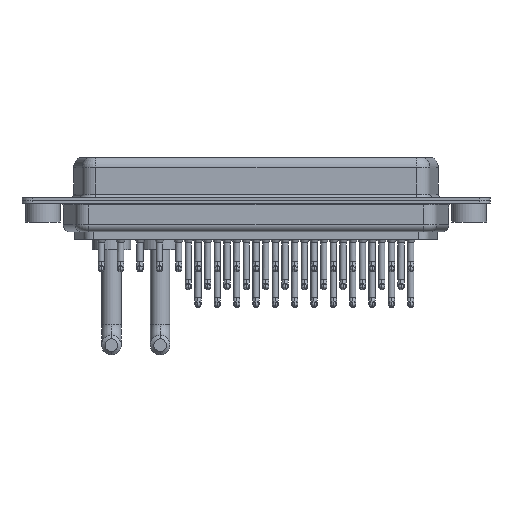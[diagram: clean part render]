
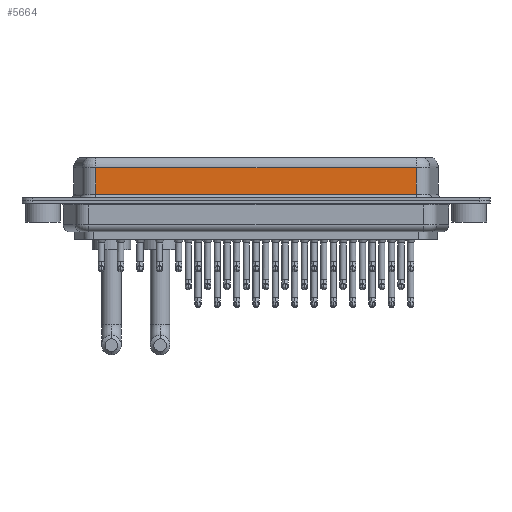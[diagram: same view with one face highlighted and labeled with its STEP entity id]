
A CAD part, front view. The second image highlights one B-rep face of the part: STEP entity #5664.
In plain terms, the highlighted planar face has unit normal (0, -1, 0).
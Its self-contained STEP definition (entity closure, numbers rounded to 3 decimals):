
#223 = DIRECTION ( 'NONE',  ( 0., 1., 0. ) ) ;
#2259 = EDGE_CURVE ( 'NONE', #12117, #28391, #12985, .T. ) ;
#3314 = DIRECTION ( 'NONE',  ( 0., 0., -1. ) ) ;
#3824 = VECTOR ( 'NONE', #3314, 1000. ) ;
#4996 = DIRECTION ( 'NONE',  ( 0., 0., 1. ) ) ;
#5664 = ADVANCED_FACE ( 'NONE', ( #12734 ), #27725, .F. ) ;
#6758 = LINE ( 'NONE', #16964, #29188 ) ;
#7660 = VERTEX_POINT ( 'NONE', #8401 ) ;
#7884 = CARTESIAN_POINT ( 'NONE',  ( 53.41, -5.375, 4.65 ) ) ;
#7922 = ORIENTED_EDGE ( 'NONE', *, *, #26694, .F. ) ;
#8401 = CARTESIAN_POINT ( 'NONE',  ( 53.41, -5.375, 0.9 ) ) ;
#10316 = CARTESIAN_POINT ( 'NONE',  ( 7.59, -5.375, 0.9 ) ) ;
#12117 = VERTEX_POINT ( 'NONE', #22156 ) ;
#12724 = EDGE_LOOP ( 'NONE', ( #7922, #21220, #28108, #32324 ) ) ;
#12734 = FACE_OUTER_BOUND ( 'NONE', #12724, .T. ) ;
#12985 = LINE ( 'NONE', #7884, #19894 ) ;
#13045 = LINE ( 'NONE', #25893, #3824 ) ;
#14299 = AXIS2_PLACEMENT_3D ( 'NONE', #27567, #223, #4996 ) ;
#15068 = VECTOR ( 'NONE', #31007, 1000. ) ;
#15309 = DIRECTION ( 'NONE',  ( -1., 0., 0. ) ) ;
#16964 = CARTESIAN_POINT ( 'NONE',  ( 53.41, -5.375, 0.9 ) ) ;
#18456 = CARTESIAN_POINT ( 'NONE',  ( 7.59, -5.375, 6.4 ) ) ;
#19894 = VECTOR ( 'NONE', #15309, 1000. ) ;
#21220 = ORIENTED_EDGE ( 'NONE', *, *, #2259, .T. ) ;
#22154 = EDGE_CURVE ( 'NONE', #28391, #29280, #31485, .T. ) ;
#22156 = CARTESIAN_POINT ( 'NONE',  ( 53.41, -5.375, 4.65 ) ) ;
#25893 = CARTESIAN_POINT ( 'NONE',  ( 53.41, -5.375, 6.4 ) ) ;
#26390 = CARTESIAN_POINT ( 'NONE',  ( 7.59, -5.375, 4.65 ) ) ;
#26694 = EDGE_CURVE ( 'NONE', #12117, #7660, #13045, .T. ) ;
#26846 = DIRECTION ( 'NONE',  ( 1., 0., 0. ) ) ;
#27567 = CARTESIAN_POINT ( 'NONE',  ( 53.41, -5.375, 6.4 ) ) ;
#27725 = PLANE ( 'NONE',  #14299 ) ;
#28108 = ORIENTED_EDGE ( 'NONE', *, *, #22154, .T. ) ;
#28391 = VERTEX_POINT ( 'NONE', #26390 ) ;
#29087 = EDGE_CURVE ( 'NONE', #29280, #7660, #6758, .T. ) ;
#29188 = VECTOR ( 'NONE', #26846, 1000. ) ;
#29280 = VERTEX_POINT ( 'NONE', #10316 ) ;
#31007 = DIRECTION ( 'NONE',  ( 0., 0., -1. ) ) ;
#31485 = LINE ( 'NONE', #18456, #15068 ) ;
#32324 = ORIENTED_EDGE ( 'NONE', *, *, #29087, .T. ) ;
